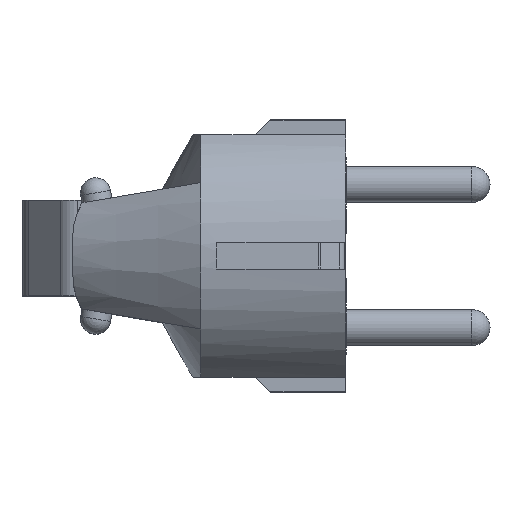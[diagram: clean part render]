
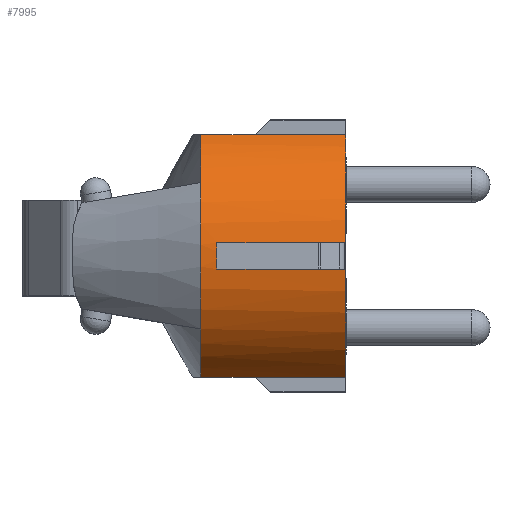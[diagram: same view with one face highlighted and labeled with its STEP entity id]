
A CAD part, top view. The second image highlights one B-rep face of the part: STEP entity #7995.
In plain terms, the highlighted cylindrical face has radius 18 mm (diameter 36 mm), a partial arc.
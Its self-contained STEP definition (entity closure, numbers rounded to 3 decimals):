
#85=CYLINDRICAL_SURFACE('',#8377,18.);
#197=CIRCLE('',#8351,18.);
#211=CIRCLE('',#8378,18.);
#212=CIRCLE('',#8379,18.);
#213=CIRCLE('',#8380,18.);
#214=CIRCLE('',#8381,18.);
#215=CIRCLE('',#8382,18.);
#593=ORIENTED_EDGE('',*,*,#2231,.T.);
#594=ORIENTED_EDGE('',*,*,#2283,.F.);
#595=ORIENTED_EDGE('',*,*,#2284,.F.);
#596=ORIENTED_EDGE('',*,*,#2285,.F.);
#597=ORIENTED_EDGE('',*,*,#2286,.T.);
#598=ORIENTED_EDGE('',*,*,#2287,.T.);
#599=ORIENTED_EDGE('',*,*,#2288,.T.);
#600=ORIENTED_EDGE('',*,*,#2289,.T.);
#601=ORIENTED_EDGE('',*,*,#2290,.F.);
#602=ORIENTED_EDGE('',*,*,#2291,.F.);
#2231=EDGE_CURVE('',#3071,#3074,#197,.F.);
#2283=EDGE_CURVE('',#3121,#3074,#3647,.F.);
#2284=EDGE_CURVE('',#3122,#3121,#211,.T.);
#2285=EDGE_CURVE('',#3123,#3122,#3648,.T.);
#2286=EDGE_CURVE('',#3123,#3124,#212,.T.);
#2287=EDGE_CURVE('',#3124,#3125,#213,.T.);
#2288=EDGE_CURVE('',#3125,#3126,#214,.T.);
#2289=EDGE_CURVE('',#3126,#3127,#3649,.T.);
#2290=EDGE_CURVE('',#3128,#3127,#215,.T.);
#2291=EDGE_CURVE('',#3071,#3128,#3650,.T.);
#3071=VERTEX_POINT('',#10848);
#3074=VERTEX_POINT('',#10853);
#3121=VERTEX_POINT('',#10966);
#3122=VERTEX_POINT('',#10968);
#3123=VERTEX_POINT('',#10970);
#3124=VERTEX_POINT('',#10972);
#3125=VERTEX_POINT('',#10974);
#3126=VERTEX_POINT('',#10976);
#3127=VERTEX_POINT('',#10978);
#3128=VERTEX_POINT('',#10980);
#3647=LINE('',#10965,#4273);
#3648=LINE('',#10969,#4274);
#3649=LINE('',#10977,#4275);
#3650=LINE('',#10981,#4276);
#4273=VECTOR('',#9154,1000.);
#4274=VECTOR('',#9157,1000.);
#4275=VECTOR('',#9164,1000.);
#4276=VECTOR('',#9167,1000.);
#4762=EDGE_LOOP('',(#593,#594,#595,#596,#597,#598,#599,#600,#601,#602));
#5131=FACE_BOUND('',#4762,.T.);
#7995=ADVANCED_FACE('',(#5131),#85,.T.);
#8351=AXIS2_PLACEMENT_3D('',#10854,#9062,#9063);
#8377=AXIS2_PLACEMENT_3D('',#10964,#9152,#9153);
#8378=AXIS2_PLACEMENT_3D('',#10967,#9155,#9156);
#8379=AXIS2_PLACEMENT_3D('',#10971,#9158,#9159);
#8380=AXIS2_PLACEMENT_3D('',#10973,#9160,#9161);
#8381=AXIS2_PLACEMENT_3D('',#10975,#9162,#9163);
#8382=AXIS2_PLACEMENT_3D('',#10979,#9165,#9166);
#9062=DIRECTION('',(1.,0.,0.));
#9063=DIRECTION('',(0.,0.,-1.));
#9152=DIRECTION('',(1.,0.,0.));
#9153=DIRECTION('',(0.,0.,-1.));
#9154=DIRECTION('',(1.,0.,0.));
#9155=DIRECTION('',(1.,0.,0.));
#9156=DIRECTION('',(0.,0.,-1.));
#9157=DIRECTION('',(1.,0.,0.));
#9158=DIRECTION('',(1.,0.,0.));
#9159=DIRECTION('',(0.,0.,-1.));
#9160=DIRECTION('',(1.,0.,0.));
#9161=DIRECTION('',(0.,0.,-1.));
#9162=DIRECTION('',(1.,0.,0.));
#9163=DIRECTION('',(0.,0.,-1.));
#9164=DIRECTION('',(1.,0.,0.));
#9165=DIRECTION('',(1.,0.,0.));
#9166=DIRECTION('',(0.,0.,-1.));
#9167=DIRECTION('',(1.,0.,0.));
#10848=CARTESIAN_POINT('',(-17.,-1.75,17.915));
#10853=CARTESIAN_POINT('',(-17.,1.75,17.915));
#10854=CARTESIAN_POINT('',(-17.,0.,0.));
#10964=CARTESIAN_POINT('',(-19.111,0.,0.));
#10965=CARTESIAN_POINT('',(-19.111,1.75,17.915));
#10966=CARTESIAN_POINT('',(0.,1.75,17.915));
#10967=CARTESIAN_POINT('',(0.,0.,0.));
#10968=CARTESIAN_POINT('',(0.,16.,8.246));
#10969=CARTESIAN_POINT('',(-19.111,16.,8.246));
#10970=CARTESIAN_POINT('',(-19.111,16.,8.246));
#10971=CARTESIAN_POINT('',(-19.111,0.,0.));
#10972=CARTESIAN_POINT('',(-19.111,9.659,15.189));
#10973=CARTESIAN_POINT('',(-19.111,0.,0.));
#10974=CARTESIAN_POINT('',(-19.111,-9.659,15.189));
#10975=CARTESIAN_POINT('',(-19.111,0.,0.));
#10976=CARTESIAN_POINT('',(-19.111,-16.,8.246));
#10977=CARTESIAN_POINT('',(-19.111,-16.,8.246));
#10978=CARTESIAN_POINT('',(0.,-16.,8.246));
#10979=CARTESIAN_POINT('',(0.,0.,0.));
#10980=CARTESIAN_POINT('',(0.,-1.75,17.915));
#10981=CARTESIAN_POINT('',(-19.111,-1.75,17.915));
